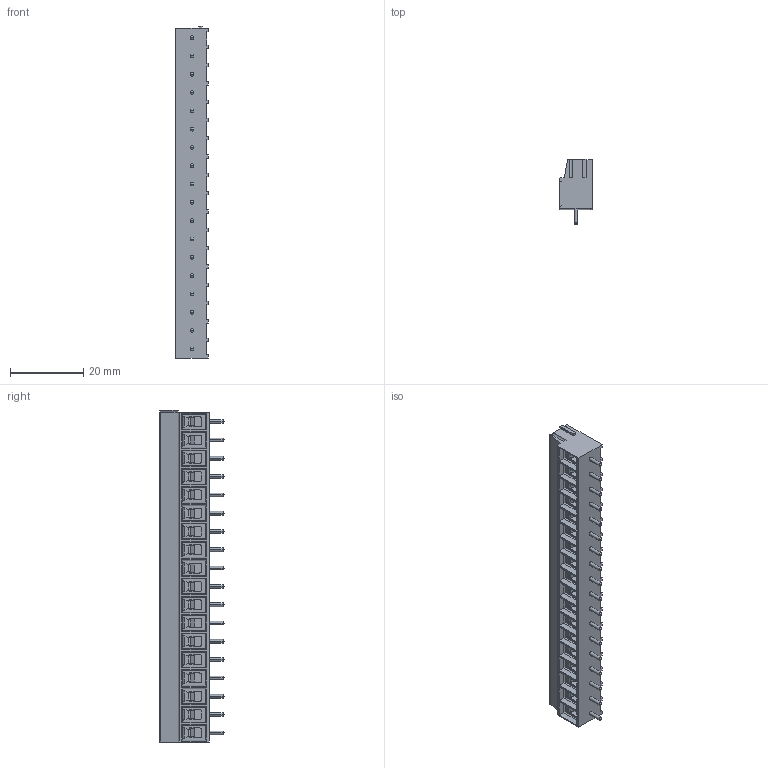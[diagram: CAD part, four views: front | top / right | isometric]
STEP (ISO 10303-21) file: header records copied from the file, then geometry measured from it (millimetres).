
FILE_DESCRIPTION((''),'2;1');
FILE_NAME('PRT0051','2024-11-08T',('yanfa'),(''),'PRO/ENGINEER BY PARAMETRIC TECHNOLOGY CORPORATION, 2009280','PRO/ENGINEER BY PARAMETRIC TECHNOLOGY CORPORATION, 2009280','');
FILE_SCHEMA(('AUTOMOTIVE_DESIGN_CC2 { 1 2 10303 214 -1 1 5 2 }'));
Length unit declared in the file: millimetre
Products named in the file (1): PRT0051
Bounding box: 9 x 17.6 x 90.68 mm (x, y, z)
Volume: 7568.5 mm3; surface area: 7867.1 mm2
Topology: 1 solids, 1 shells, 1378 faces, 3663 edges, 2340 vertices
Faces by surface type: plane 773, cylinder 461, cone 72, torus 36, sphere 36
Entity records: 42833 total; most frequent: CARTESIAN_POINT 7990, DIRECTION 7305, ORIENTED_EDGE 7254, EDGE_CURVE 3627, AXIS2_PLACEMENT_3D 2444, VECTOR 2417, LINE 2417, VERTEX_POINT 2340
